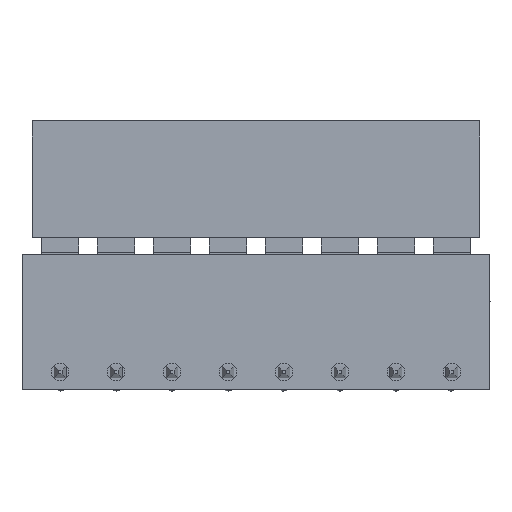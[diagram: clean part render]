
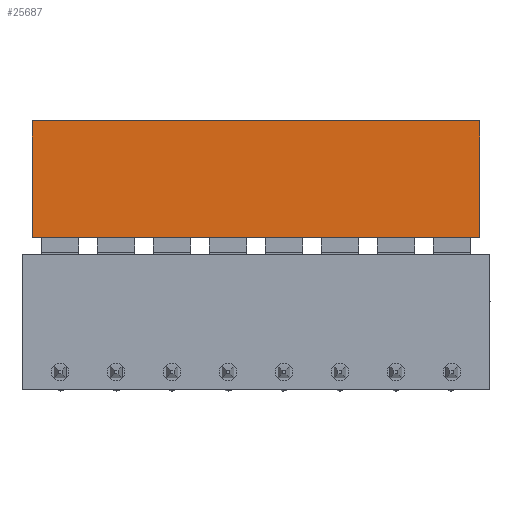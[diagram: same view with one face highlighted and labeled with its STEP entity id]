
A CAD part, front view. The second image highlights one B-rep face of the part: STEP entity #25687.
In plain terms, the highlighted planar face has unit normal (0, -1, 0).
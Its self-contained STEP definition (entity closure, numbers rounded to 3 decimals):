
#235 = VECTOR ( 'NONE', #31311, 1000. ) ;
#1283 = VECTOR ( 'NONE', #27559, 1000. ) ;
#1748 = ORIENTED_EDGE ( 'NONE', *, *, #10826, .T. ) ;
#2272 = CARTESIAN_POINT ( 'NONE',  ( 0.695, -3.22, 13.1 ) ) ;
#2784 = VERTEX_POINT ( 'NONE', #2881 ) ;
#2881 = CARTESIAN_POINT ( 'NONE',  ( 0.695, -3.22, 13.1 ) ) ;
#3347 = LINE ( 'NONE', #18713, #235 ) ;
#4689 = DIRECTION ( 'NONE',  ( 0., -1., 0. ) ) ;
#5538 = ORIENTED_EDGE ( 'NONE', *, *, #16634, .T. ) ;
#6420 = CARTESIAN_POINT ( 'NONE',  ( 31.175, -3.22, 5.15 ) ) ;
#6799 = VERTEX_POINT ( 'NONE', #22098 ) ;
#7689 = LINE ( 'NONE', #20417, #39100 ) ;
#8090 = VERTEX_POINT ( 'NONE', #6420 ) ;
#10542 = ORIENTED_EDGE ( 'NONE', *, *, #26853, .T. ) ;
#10826 = EDGE_CURVE ( 'NONE', #29196, #2784, #36586, .T. ) ;
#14938 = VECTOR ( 'NONE', #25138, 1000. ) ;
#15290 = ORIENTED_EDGE ( 'NONE', *, *, #33794, .T. ) ;
#16634 = EDGE_CURVE ( 'NONE', #8090, #29196, #7689, .T. ) ;
#18694 = CARTESIAN_POINT ( 'NONE',  ( 31.175, -3.22, 13.1 ) ) ;
#18713 = CARTESIAN_POINT ( 'NONE',  ( 0.695, -3.22, 5.15 ) ) ;
#20417 = CARTESIAN_POINT ( 'NONE',  ( 31.175, -3.22, 9.15 ) ) ;
#22098 = CARTESIAN_POINT ( 'NONE',  ( 0.695, -3.22, 5.15 ) ) ;
#23160 = DIRECTION ( 'NONE',  ( 0., 0., -1. ) ) ;
#23778 = FACE_OUTER_BOUND ( 'NONE', #39545, .T. ) ;
#24730 = LINE ( 'NONE', #30921, #14938 ) ;
#25138 = DIRECTION ( 'NONE',  ( 0., 0., -1. ) ) ;
#25687 = ADVANCED_FACE ( 'NONE', ( #23778 ), #32842, .T. ) ;
#25875 = DIRECTION ( 'NONE',  ( 0., 0., 1. ) ) ;
#26853 = EDGE_CURVE ( 'NONE', #2784, #6799, #24730, .T. ) ;
#27121 = CARTESIAN_POINT ( 'NONE',  ( 0.695, -3.22, 9.15 ) ) ;
#27559 = DIRECTION ( 'NONE',  ( -1., 0., 0. ) ) ;
#29196 = VERTEX_POINT ( 'NONE', #18694 ) ;
#30921 = CARTESIAN_POINT ( 'NONE',  ( 0.695, -3.22, 9.15 ) ) ;
#31311 = DIRECTION ( 'NONE',  ( 1., 0., 0. ) ) ;
#32842 = PLANE ( 'NONE',  #39833 ) ;
#33794 = EDGE_CURVE ( 'NONE', #6799, #8090, #3347, .T. ) ;
#36586 = LINE ( 'NONE', #2272, #1283 ) ;
#39100 = VECTOR ( 'NONE', #25875, 1000. ) ;
#39545 = EDGE_LOOP ( 'NONE', ( #1748, #10542, #15290, #5538 ) ) ;
#39833 = AXIS2_PLACEMENT_3D ( 'NONE', #27121, #4689, #23160 ) ;
